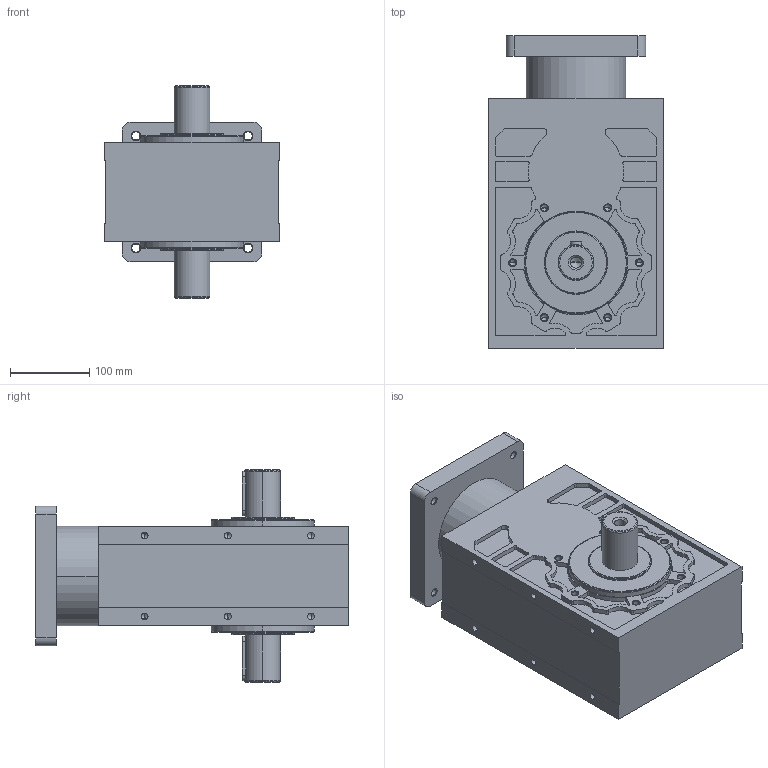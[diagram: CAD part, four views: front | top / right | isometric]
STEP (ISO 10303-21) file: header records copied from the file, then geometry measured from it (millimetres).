
FILE_DESCRIPTION((''),'2;1');
FILE_NAME('AT220-S1-150','2022-06-29T12:13:56',('Administrator'),(''),'CREO PARAMETRIC BY PTC INC, 2019010','CREO PARAMETRIC BY PTC INC, 2019010','');
FILE_SCHEMA(('CONFIG_CONTROL_DESIGN'));
Length unit declared in the file: millimetre
Products named in the file (1): AT220-S1-150
Bounding box: 220 x 394.5 x 268 mm (x, y, z)
Volume: 9971035.9 mm3; surface area: 460242.9 mm2
Topology: 1 solids, 5 shells, 578 faces, 1714 edges, 1148 vertices
Faces by surface type: cylinder 312, plane 162, cone 80, torus 24
Entity records: 19734 total; most frequent: DIRECTION 3708, CARTESIAN_POINT 3510, ORIENTED_EDGE 3308, EDGE_CURVE 1662, AXIS2_PLACEMENT_3D 1479, VERTEX_POINT 1148, CIRCLE 900, VECTOR 750
